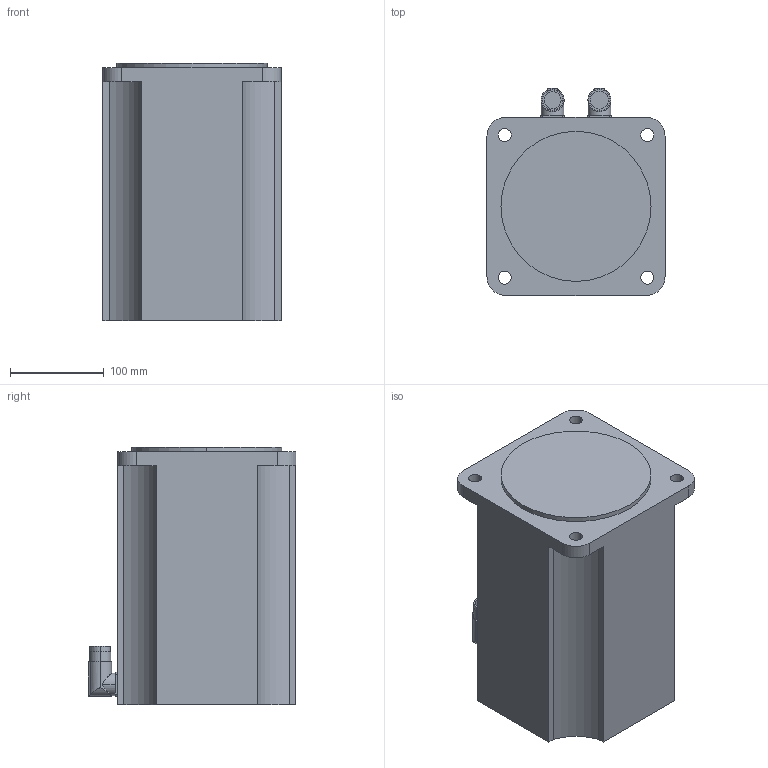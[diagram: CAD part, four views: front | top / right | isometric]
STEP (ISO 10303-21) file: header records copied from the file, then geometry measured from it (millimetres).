
FILE_DESCRIPTION (( 'STEP AP203' ), '1' );
FILE_NAME ('SMART-5 NJ-110-3.0_CR82350070_SM.STEP_Default_sldprt.STEP', '2024-04-24T11:31:49', ( '' ), ( '' ), 'SwSTEP 2.0', 'SolidWorks 2023', '' );
FILE_SCHEMA (( 'CONFIG_CONTROL_DESIGN' ));
Length unit declared in the file: millimetre
Products named in the file (1): SMART-5 NJ-110-3.0_CR82350070_SM.STEP_Default_sldprt
Bounding box: 190 x 221.5 x 275 mm (x, y, z)
Volume: 8581698.4 mm3; surface area: 272291.7 mm2
Topology: 1 solids, 1 shells, 102 faces, 268 edges, 178 vertices
Faces by surface type: cylinder 56, plane 42, cone 4
Entity records: 5012 total; most frequent: CARTESIAN_POINT 2356, DIRECTION 544, ORIENTED_EDGE 528, EDGE_CURVE 264, AXIS2_PLACEMENT_3D 199, VERTEX_POINT 178, LINE 146, VECTOR 146
